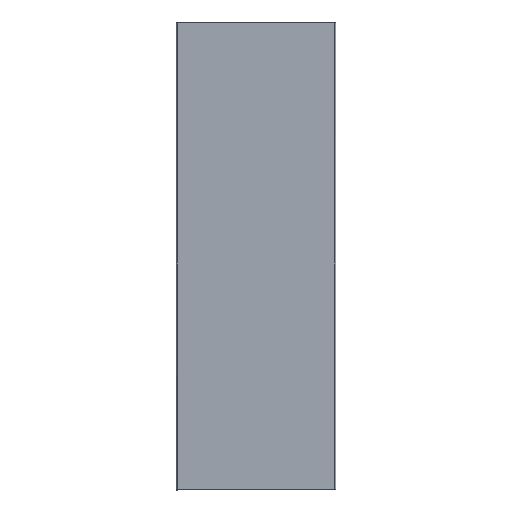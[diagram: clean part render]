
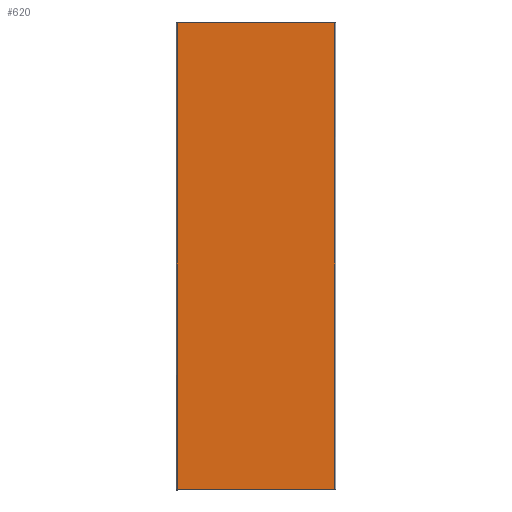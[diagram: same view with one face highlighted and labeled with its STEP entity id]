
A CAD part, top view. The second image highlights one B-rep face of the part: STEP entity #620.
In plain terms, the highlighted planar face has unit normal (0, 0, 1).
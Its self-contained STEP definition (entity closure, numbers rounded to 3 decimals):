
#292 = LINE ( 'NONE', #16786, #18408 ) ;
#527 = EDGE_CURVE ( 'NONE', #8352, #19010, #292, .T. ) ;
#592 = EDGE_CURVE ( 'NONE', #8708, #8352, #15134, .T. ) ;
#607 = LINE ( 'NONE', #17008, #18489 ) ;
#620 = ADVANCED_FACE ( 'NONE', ( #7107 ), #6618, .T. ) ;
#1594 = CARTESIAN_POINT ( 'NONE',  ( 278., -822., 0. ) ) ;
#1772 = VECTOR ( 'NONE', #18539, 1000. ) ;
#1955 = CARTESIAN_POINT ( 'NONE',  ( 278., -9075., 0. ) ) ;
#2088 = DIRECTION ( 'NONE',  ( 1., 0., 0. ) ) ;
#3200 = ORIENTED_EDGE ( 'NONE', *, *, #592, .T. ) ;
#3246 = DIRECTION ( 'NONE',  ( 0., -1., 0. ) ) ;
#4013 = CARTESIAN_POINT ( 'NONE',  ( 278., 822., 0. ) ) ;
#4174 = EDGE_CURVE ( 'NONE', #19010, #15641, #5757, .T. ) ;
#5650 = ORIENTED_EDGE ( 'NONE', *, *, #6888, .T. ) ;
#5757 = LINE ( 'NONE', #1955, #1772 ) ;
#6618 = PLANE ( 'NONE',  #19249 ) ;
#6888 = EDGE_CURVE ( 'NONE', #15641, #8708, #607, .T. ) ;
#7107 = FACE_OUTER_BOUND ( 'NONE', #19218, .T. ) ;
#7982 = DIRECTION ( 'NONE',  ( -1., 0., 0. ) ) ;
#8089 = ORIENTED_EDGE ( 'NONE', *, *, #527, .T. ) ;
#8352 = VERTEX_POINT ( 'NONE', #16518 ) ;
#8708 = VERTEX_POINT ( 'NONE', #17685 ) ;
#11097 = DIRECTION ( 'NONE',  ( 0., 0., 1. ) ) ;
#11116 = VECTOR ( 'NONE', #3246, 1000. ) ;
#12288 = CARTESIAN_POINT ( 'NONE',  ( -278., 9075., 0. ) ) ;
#12478 = DIRECTION ( 'NONE',  ( 1., 0., 0. ) ) ;
#13215 = ORIENTED_EDGE ( 'NONE', *, *, #4174, .T. ) ;
#15134 = LINE ( 'NONE', #12288, #11116 ) ;
#15641 = VERTEX_POINT ( 'NONE', #4013 ) ;
#16518 = CARTESIAN_POINT ( 'NONE',  ( -278., -822., 0. ) ) ;
#16786 = CARTESIAN_POINT ( 'NONE',  ( -8531., -822., 0. ) ) ;
#17008 = CARTESIAN_POINT ( 'NONE',  ( 8531., 822., 0. ) ) ;
#17685 = CARTESIAN_POINT ( 'NONE',  ( -278., 822., 0. ) ) ;
#18408 = VECTOR ( 'NONE', #12478, 1000. ) ;
#18489 = VECTOR ( 'NONE', #7982, 1000. ) ;
#18539 = DIRECTION ( 'NONE',  ( 0., 1., 0. ) ) ;
#18740 = CARTESIAN_POINT ( 'NONE',  ( 0., 0., 0. ) ) ;
#19010 = VERTEX_POINT ( 'NONE', #1594 ) ;
#19218 = EDGE_LOOP ( 'NONE', ( #13215, #5650, #3200, #8089 ) ) ;
#19249 = AXIS2_PLACEMENT_3D ( 'NONE', #18740, #11097, #2088 ) ;
